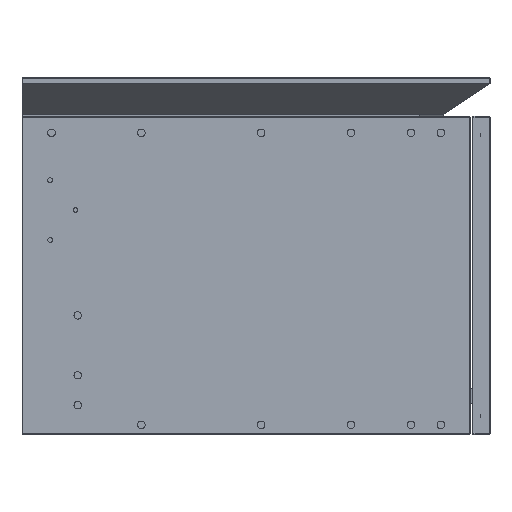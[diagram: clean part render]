
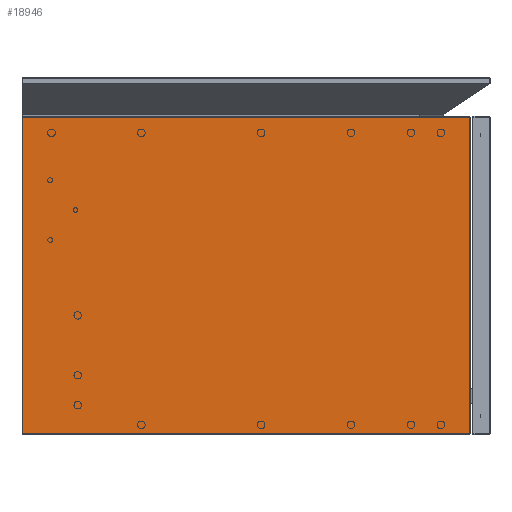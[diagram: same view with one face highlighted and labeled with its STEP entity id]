
A CAD part, left-side view. The second image highlights one B-rep face of the part: STEP entity #18946.
In plain terms, the highlighted planar face has unit normal (-1, 0, 0).
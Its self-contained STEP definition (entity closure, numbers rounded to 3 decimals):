
#17700=CARTESIAN_POINT('',(-3151.212,14022.966,-339.2));
#17701=VERTEX_POINT('',#17700);
#17726=CARTESIAN_POINT('',(-3151.212,13544.766,-339.2));
#17727=VERTEX_POINT('',#17726);
#17734=CARTESIAN_POINT('',(-3151.212,13544.766,-339.2));
#17735=DIRECTION('',(0.0,1.0,0.0));
#17736=VECTOR('',#17735,478.2);
#17737=LINE('',#17734,#17736);
#17738=EDGE_CURVE('',#17727,#17701,#17737,.T.);
#17773=CARTESIAN_POINT('',(-3151.212,13544.766,-0.8));
#17774=VERTEX_POINT('',#17773);
#17781=CARTESIAN_POINT('',(-3151.212,13544.766,-0.8));
#17782=DIRECTION('',(0.0,0.0,-1.0));
#17783=VECTOR('',#17782,338.4);
#17784=LINE('',#17781,#17783);
#17785=EDGE_CURVE('',#17774,#17727,#17784,.T.);
#18027=CARTESIAN_POINT('',(-3151.212,14022.966,-0.8));
#18028=VERTEX_POINT('',#18027);
#18035=CARTESIAN_POINT('',(-3151.212,14022.966,-0.8));
#18036=DIRECTION('',(0.0,-1.0,0.0));
#18037=VECTOR('',#18036,478.2);
#18038=LINE('',#18035,#18037);
#18039=EDGE_CURVE('',#18028,#17774,#18038,.T.);
#18920=CARTESIAN_POINT('',(-3151.212,14022.966,-339.2));
#18921=DIRECTION('',(0.0,0.0,1.0));
#18922=VECTOR('',#18921,338.4);
#18923=LINE('',#18920,#18922);
#18924=EDGE_CURVE('',#17701,#18028,#18923,.T.);
#18935=CARTESIAN_POINT('',(-3151.212,13783.866,-0.799));
#18936=DIRECTION('',(-1.0,0.0,0.0));
#18937=DIRECTION('',(0.0,0.0,1.0));
#18938=AXIS2_PLACEMENT_3D('',#18935,#18936,#18937);
#18939=PLANE('',#18938);
#18940=ORIENTED_EDGE('',*,*,#17738,.F.);
#18941=ORIENTED_EDGE('',*,*,#17785,.F.);
#18942=ORIENTED_EDGE('',*,*,#18039,.F.);
#18943=ORIENTED_EDGE('',*,*,#18924,.F.);
#18944=EDGE_LOOP('',(#18940,#18941,#18942,#18943));
#18945=FACE_OUTER_BOUND('',#18944,.T.);
#18946=ADVANCED_FACE('',(#18945),#18939,.T.);
